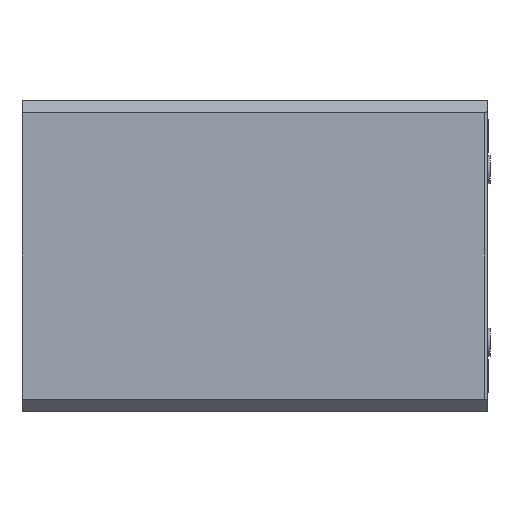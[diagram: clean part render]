
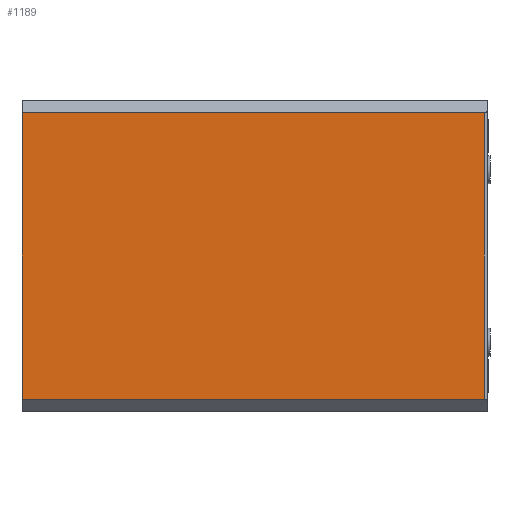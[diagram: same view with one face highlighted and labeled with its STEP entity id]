
A CAD part, left-side view. The second image highlights one B-rep face of the part: STEP entity #1189.
In plain terms, the highlighted planar face has unit normal (-1, 0, 0).
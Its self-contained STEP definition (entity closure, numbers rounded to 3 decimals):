
#3 = EDGE_LOOP ( 'NONE', ( #2153, #654, #537, #1195 ) ) ;
#172 = LINE ( 'NONE', #1605, #1105 ) ;
#325 = VERTEX_POINT ( 'NONE', #1781 ) ;
#432 = CARTESIAN_POINT ( 'NONE',  ( -10.75, 74.75, 25. ) ) ;
#518 = DIRECTION ( 'NONE',  ( 0., 1., 0. ) ) ;
#537 = ORIENTED_EDGE ( 'NONE', *, *, #684, .T. ) ;
#565 = VERTEX_POINT ( 'NONE', #1722 ) ;
#594 = DIRECTION ( 'NONE',  ( 0., 0., -1. ) ) ;
#636 = CARTESIAN_POINT ( 'NONE',  ( -10.75, 0.5, -23. ) ) ;
#654 = ORIENTED_EDGE ( 'NONE', *, *, #2026, .T. ) ;
#684 = EDGE_CURVE ( 'NONE', #325, #565, #1573, .T. ) ;
#711 = EDGE_CURVE ( 'NONE', #1259, #1734, #2098, .T. ) ;
#720 = CARTESIAN_POINT ( 'NONE',  ( -10.75, 0.5, 23. ) ) ;
#770 = PLANE ( 'NONE',  #2223 ) ;
#835 = CARTESIAN_POINT ( 'NONE',  ( -10.75, 74.75, -23. ) ) ;
#930 = DIRECTION ( 'NONE',  ( 1., 0., 0. ) ) ;
#1074 = DIRECTION ( 'NONE',  ( 0., 0., 1. ) ) ;
#1100 = FACE_OUTER_BOUND ( 'NONE', #3, .T. ) ;
#1105 = VECTOR ( 'NONE', #1911, 1000. ) ;
#1189 = ADVANCED_FACE ( 'NONE', ( #1100 ), #770, .F. ) ;
#1195 = ORIENTED_EDGE ( 'NONE', *, *, #2135, .F. ) ;
#1258 = CARTESIAN_POINT ( 'NONE',  ( -10.75, 74.75, -23. ) ) ;
#1259 = VERTEX_POINT ( 'NONE', #835 ) ;
#1355 = VECTOR ( 'NONE', #1074, 1000. ) ;
#1411 = CARTESIAN_POINT ( 'NONE',  ( -10.75, 74.75, 23. ) ) ;
#1573 = LINE ( 'NONE', #1411, #2167 ) ;
#1586 = VECTOR ( 'NONE', #1925, 1000. ) ;
#1605 = CARTESIAN_POINT ( 'NONE',  ( -10.75, 74.75, 25. ) ) ;
#1722 = CARTESIAN_POINT ( 'NONE',  ( -10.75, 74.75, 23. ) ) ;
#1734 = VERTEX_POINT ( 'NONE', #636 ) ;
#1750 = LINE ( 'NONE', #720, #1355 ) ;
#1781 = CARTESIAN_POINT ( 'NONE',  ( -10.75, 0.5, 23. ) ) ;
#1911 = DIRECTION ( 'NONE',  ( 0., 0., 1. ) ) ;
#1925 = DIRECTION ( 'NONE',  ( 0., -1., 0. ) ) ;
#2026 = EDGE_CURVE ( 'NONE', #1734, #325, #1750, .T. ) ;
#2098 = LINE ( 'NONE', #1258, #1586 ) ;
#2135 = EDGE_CURVE ( 'NONE', #1259, #565, #172, .T. ) ;
#2153 = ORIENTED_EDGE ( 'NONE', *, *, #711, .T. ) ;
#2167 = VECTOR ( 'NONE', #518, 1000. ) ;
#2223 = AXIS2_PLACEMENT_3D ( 'NONE', #432, #930, #594 ) ;
